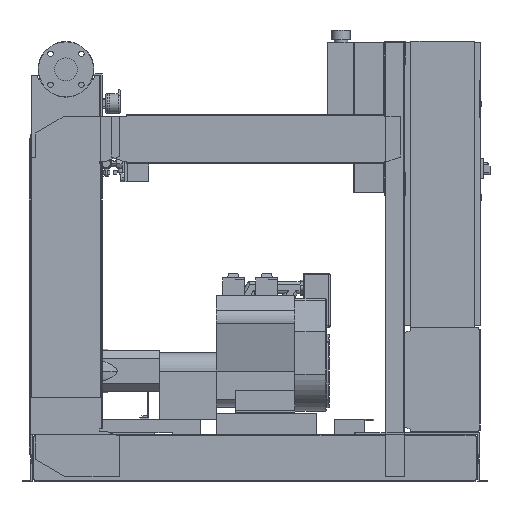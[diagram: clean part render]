
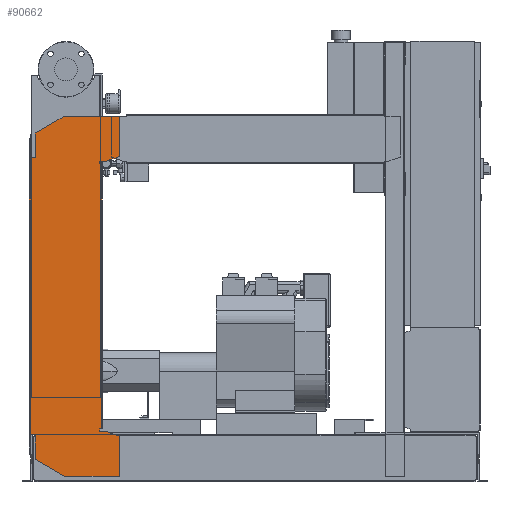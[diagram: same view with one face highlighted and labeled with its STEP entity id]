
A CAD part, front view. The second image highlights one B-rep face of the part: STEP entity #90662.
In plain terms, the highlighted free-form (B-spline) face has degree [1, 1] with [2, 2] control points.
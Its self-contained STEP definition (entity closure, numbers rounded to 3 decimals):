
#90147=CARTESIAN_POINT('',(-102.0,-463.5,1076.0));
#90148=VERTEX_POINT('',#90147);
#90155=CARTESIAN_POINT('',(-102.0,-463.5,1158.574));
#90156=VERTEX_POINT('',#90155);
#90157=CARTESIAN_POINT('',(-102.0,-463.5,1076.0));
#90158=DIRECTION('',(0.0,0.0,1.0));
#90159=VECTOR('',#90158,82.574);
#90160=LINE('',#90157,#90159);
#90161=EDGE_CURVE('',#90148,#90156,#90160,.T.);
#90179=CARTESIAN_POINT('',(-6.,-463.5,1214.0));
#90180=VERTEX_POINT('',#90179);
#90181=CARTESIAN_POINT('',(-102.0,-463.5,1158.574));
#90182=DIRECTION('',(0.866,0.0,0.5));
#90183=VECTOR('',#90182,110.851);
#90184=LINE('',#90181,#90183);
#90185=EDGE_CURVE('',#90156,#90180,#90184,.T.);
#90203=CARTESIAN_POINT('',(177.0,-463.5,1214.0));
#90204=VERTEX_POINT('',#90203);
#90205=CARTESIAN_POINT('',(-6.,-463.5,1214.0));
#90206=DIRECTION('',(1.0,0.0,0.0));
#90207=VECTOR('',#90206,183.0);
#90208=LINE('',#90205,#90207);
#90209=EDGE_CURVE('',#90180,#90204,#90208,.T.);
#90227=CARTESIAN_POINT('',(177.0,-463.5,1080.379));
#90228=VERTEX_POINT('',#90227);
#90229=CARTESIAN_POINT('',(177.0,-463.5,1214.0));
#90230=DIRECTION('',(0.0,0.0,-1.0));
#90231=VECTOR('',#90230,133.621);
#90232=LINE('',#90229,#90231);
#90233=EDGE_CURVE('',#90204,#90228,#90232,.T.);
#90251=CARTESIAN_POINT('',(132.,-463.5,1064.0));
#90252=VERTEX_POINT('',#90251);
#90253=CARTESIAN_POINT('',(177.0,-463.5,1080.379));
#90254=DIRECTION('',(-0.94,0.0,-0.342));
#90255=VECTOR('',#90254,47.888);
#90256=LINE('',#90253,#90255);
#90257=EDGE_CURVE('',#90228,#90252,#90256,.T.);
#90275=CARTESIAN_POINT('',(112.0,-463.5,1064.0));
#90276=VERTEX_POINT('',#90275);
#90277=CARTESIAN_POINT('',(132.,-463.5,1064.0));
#90278=DIRECTION('',(-1.0,0.0,0.0));
#90279=VECTOR('',#90278,20.);
#90280=LINE('',#90277,#90279);
#90281=EDGE_CURVE('',#90252,#90276,#90280,.T.);
#90299=CARTESIAN_POINT('',(112.0,-463.5,1056.0));
#90300=VERTEX_POINT('',#90299);
#90301=CARTESIAN_POINT('',(112.0,-463.5,1064.0));
#90302=DIRECTION('',(0.0,0.0,-1.0));
#90303=VECTOR('',#90302,8.0);
#90304=LINE('',#90301,#90303);
#90305=EDGE_CURVE('',#90276,#90300,#90304,.T.);
#90323=CARTESIAN_POINT('',(120.,-463.5,1056.0));
#90324=VERTEX_POINT('',#90323);
#90325=CARTESIAN_POINT('',(112.0,-463.5,1056.0));
#90326=DIRECTION('',(1.0,0.0,0.0));
#90327=VECTOR('',#90326,8.);
#90328=LINE('',#90325,#90327);
#90329=EDGE_CURVE('',#90300,#90324,#90328,.T.);
#90347=CARTESIAN_POINT('',(120.,-463.5,176.));
#90348=VERTEX_POINT('',#90347);
#90359=CARTESIAN_POINT('',(120.,-463.5,1056.0));
#90360=DIRECTION('',(0.0,0.0,-1.0));
#90361=VECTOR('',#90360,880.);
#90362=LINE('',#90359,#90361);
#90363=EDGE_CURVE('',#90324,#90348,#90362,.T.);
#90377=CARTESIAN_POINT('',(112.,-463.5,176.));
#90378=VERTEX_POINT('',#90377);
#90379=CARTESIAN_POINT('',(120.,-463.5,176.));
#90380=DIRECTION('',(-1.0,0.0,0.0));
#90381=VECTOR('',#90380,8.);
#90382=LINE('',#90379,#90381);
#90383=EDGE_CURVE('',#90348,#90378,#90382,.T.);
#90401=CARTESIAN_POINT('',(112.,-463.5,168.));
#90402=VERTEX_POINT('',#90401);
#90403=CARTESIAN_POINT('',(112.,-463.5,176.));
#90404=DIRECTION('',(0.0,0.0,-1.0));
#90405=VECTOR('',#90404,8.0);
#90406=LINE('',#90403,#90405);
#90407=EDGE_CURVE('',#90378,#90402,#90406,.T.);
#90425=CARTESIAN_POINT('',(132.,-463.5,168.));
#90426=VERTEX_POINT('',#90425);
#90427=CARTESIAN_POINT('',(112.,-463.5,168.));
#90428=DIRECTION('',(1.0,0.0,0.0));
#90429=VECTOR('',#90428,20.0);
#90430=LINE('',#90427,#90429);
#90431=EDGE_CURVE('',#90402,#90426,#90430,.T.);
#90449=CARTESIAN_POINT('',(177.,-463.5,151.621));
#90450=VERTEX_POINT('',#90449);
#90451=CARTESIAN_POINT('',(132.,-463.5,168.));
#90452=DIRECTION('',(0.94,0.0,-0.342));
#90453=VECTOR('',#90452,47.888);
#90454=LINE('',#90451,#90453);
#90455=EDGE_CURVE('',#90426,#90450,#90454,.T.);
#90473=CARTESIAN_POINT('',(177.,-463.5,18.0));
#90474=VERTEX_POINT('',#90473);
#90475=CARTESIAN_POINT('',(177.,-463.5,151.621));
#90476=DIRECTION('',(0.0,0.0,-1.0));
#90477=VECTOR('',#90476,133.621);
#90478=LINE('',#90475,#90477);
#90479=EDGE_CURVE('',#90450,#90474,#90478,.T.);
#90497=CARTESIAN_POINT('',(-4.,-463.5,18.0));
#90498=VERTEX_POINT('',#90497);
#90499=CARTESIAN_POINT('',(177.,-463.5,18.0));
#90500=DIRECTION('',(-1.0,0.0,0.0));
#90501=VECTOR('',#90500,181.);
#90502=LINE('',#90499,#90501);
#90503=EDGE_CURVE('',#90474,#90498,#90502,.T.);
#90521=CARTESIAN_POINT('',(-102.,-463.5,74.58));
#90522=VERTEX_POINT('',#90521);
#90523=CARTESIAN_POINT('',(-4.,-463.5,18.0));
#90524=DIRECTION('',(-0.866,0.,0.5));
#90525=VECTOR('',#90524,113.161);
#90526=LINE('',#90523,#90525);
#90527=EDGE_CURVE('',#90498,#90522,#90526,.T.);
#90545=CARTESIAN_POINT('',(-102.,-463.5,156.0));
#90546=VERTEX_POINT('',#90545);
#90547=CARTESIAN_POINT('',(-102.,-463.5,74.58));
#90548=DIRECTION('',(0.0,0.0,1.0));
#90549=VECTOR('',#90548,81.42);
#90550=LINE('',#90547,#90549);
#90551=EDGE_CURVE('',#90522,#90546,#90550,.T.);
#90569=CARTESIAN_POINT('',(-122.,-463.5,156.0));
#90570=VERTEX_POINT('',#90569);
#90571=CARTESIAN_POINT('',(-102.,-463.5,156.0));
#90572=DIRECTION('',(-1.0,0.0,0.0));
#90573=VECTOR('',#90572,20.0);
#90574=LINE('',#90571,#90573);
#90575=EDGE_CURVE('',#90546,#90570,#90574,.T.);
#90593=CARTESIAN_POINT('',(-122.0,-463.5,1076.0));
#90594=VERTEX_POINT('',#90593);
#90607=CARTESIAN_POINT('',(-122.,-463.5,156.0));
#90608=DIRECTION('',(0.0,0.0,1.0));
#90609=VECTOR('',#90608,920.0);
#90610=LINE('',#90607,#90609);
#90611=EDGE_CURVE('',#90570,#90594,#90610,.T.);
#90625=CARTESIAN_POINT('',(-122.0,-463.5,1076.0));
#90626=DIRECTION('',(1.0,0.0,0.0));
#90627=VECTOR('',#90626,20.0);
#90628=LINE('',#90625,#90627);
#90629=EDGE_CURVE('',#90594,#90148,#90628,.T.);
#90635=CARTESIAN_POINT('',(-122.,-463.5,18.0));
#90636=CARTESIAN_POINT('',(177.0,-463.5,18.0));
#90637=CARTESIAN_POINT('',(-122.,-463.5,1214.0));
#90638=CARTESIAN_POINT('',(177.0,-463.5,1214.0));
#90639=B_SPLINE_SURFACE_WITH_KNOTS('',1,1,((#90635,#90637),(#90636,#90638)),.UNSPECIFIED.,.F.,.F.,.U.,(2,2),(2,2),(0.0,299.),(0.0,1196.0),.UNSPECIFIED.);
#90640=ORIENTED_EDGE('',*,*,#90629,.F.);
#90641=ORIENTED_EDGE('',*,*,#90611,.F.);
#90642=ORIENTED_EDGE('',*,*,#90575,.F.);
#90643=ORIENTED_EDGE('',*,*,#90551,.F.);
#90644=ORIENTED_EDGE('',*,*,#90527,.F.);
#90645=ORIENTED_EDGE('',*,*,#90503,.F.);
#90646=ORIENTED_EDGE('',*,*,#90479,.F.);
#90647=ORIENTED_EDGE('',*,*,#90455,.F.);
#90648=ORIENTED_EDGE('',*,*,#90431,.F.);
#90649=ORIENTED_EDGE('',*,*,#90407,.F.);
#90650=ORIENTED_EDGE('',*,*,#90383,.F.);
#90651=ORIENTED_EDGE('',*,*,#90363,.F.);
#90652=ORIENTED_EDGE('',*,*,#90329,.F.);
#90653=ORIENTED_EDGE('',*,*,#90305,.F.);
#90654=ORIENTED_EDGE('',*,*,#90281,.F.);
#90655=ORIENTED_EDGE('',*,*,#90257,.F.);
#90656=ORIENTED_EDGE('',*,*,#90233,.F.);
#90657=ORIENTED_EDGE('',*,*,#90209,.F.);
#90658=ORIENTED_EDGE('',*,*,#90185,.F.);
#90659=ORIENTED_EDGE('',*,*,#90161,.F.);
#90660=EDGE_LOOP('',(#90640,#90641,#90642,#90643,#90644,#90645,#90646,#90647,#90648,#90649,#90650,#90651,#90652,#90653,#90654,#90655,#90656,#90657,#90658,#90659));
#90661=FACE_OUTER_BOUND('',#90660,.T.);
#90662=ADVANCED_FACE('',(#90661),#90639,.T.);
